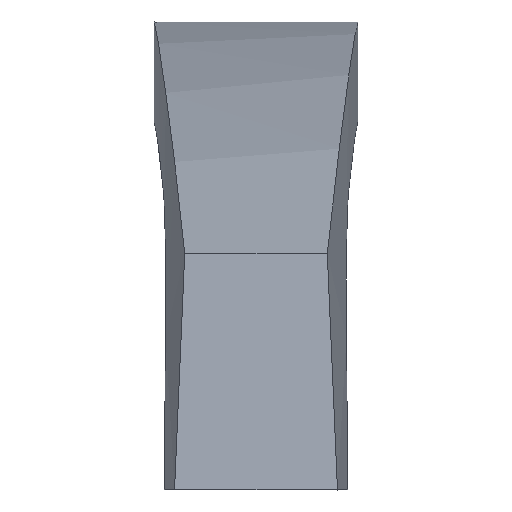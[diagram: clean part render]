
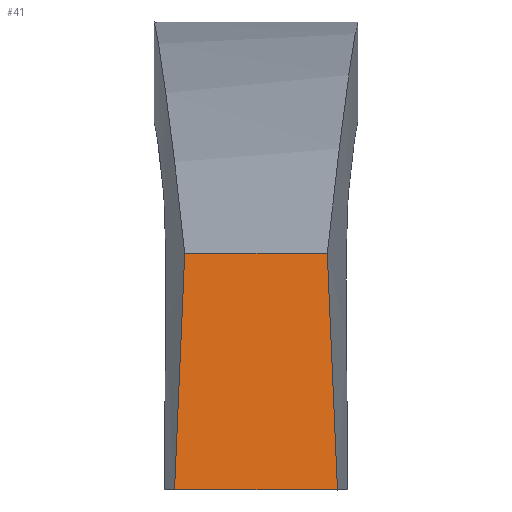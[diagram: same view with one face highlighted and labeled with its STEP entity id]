
A CAD part, left-side view. The second image highlights one B-rep face of the part: STEP entity #41.
In plain terms, the highlighted planar face has unit normal (-0.996, 0, 0.086).
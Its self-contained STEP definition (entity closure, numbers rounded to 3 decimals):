
#41=ADVANCED_FACE('',(#70),#69,.T.);
#69=PLANE('',#249);
#70=FACE_OUTER_BOUND('',#250,.T.);
#246=CARTESIAN_POINT('',(-52.1,-4.8,-1.162));
#247=DIRECTION('',(-0.996,0.,0.086));
#248=DIRECTION('',(0.086,0.,0.996));
#249=AXIS2_PLACEMENT_3D('',#246,#247,#248);
#250=EDGE_LOOP('',(#492,#493,#494,#495));
#492=ORIENTED_EDGE('',*,*,#584,.F.);
#493=ORIENTED_EDGE('',*,*,#585,.T.);
#494=ORIENTED_EDGE('',*,*,#586,.F.);
#495=ORIENTED_EDGE('',*,*,#579,.F.);
#579=EDGE_CURVE('',#631,#638,#639,.T.);
#584=EDGE_CURVE('',#672,#631,#673,.T.);
#585=EDGE_CURVE('',#672,#679,#680,.T.);
#586=EDGE_CURVE('',#638,#679,#686,.T.);
#631=VERTEX_POINT('',#936);
#638=VERTEX_POINT('',#942);
#639=LINE('',#943,#944);
#672=VERTEX_POINT('',#966);
#673=LINE('',#967,#968);
#679=VERTEX_POINT('',#970);
#680=LINE('',#971,#972);
#686=LINE('',#974,#975);
#936=CARTESIAN_POINT('',(-52.,-4.,0.));
#942=CARTESIAN_POINT('',(-52.,4.,0.));
#943=CARTESIAN_POINT('',(-52.,-4.,0.));
#944=VECTOR('',#945,8.);
#945=DIRECTION('',(0.,1.,0.));
#966=CARTESIAN_POINT('',(-51.,-3.5,11.624));
#967=CARTESIAN_POINT('',(-51.,-3.5,11.624));
#968=VECTOR('',#969,11.677);
#969=DIRECTION('',(-0.086,-0.043,-0.995));
#970=CARTESIAN_POINT('',(-51.,3.5,11.624));
#971=CARTESIAN_POINT('',(-51.,-3.5,11.624));
#972=VECTOR('',#973,7.);
#973=DIRECTION('',(0.,1.,0.));
#974=CARTESIAN_POINT('',(-52.,4.,0.));
#975=VECTOR('',#976,11.677);
#976=DIRECTION('',(0.086,-0.043,0.995));
